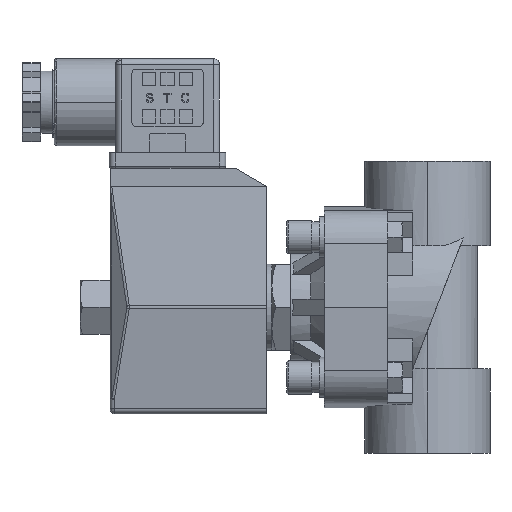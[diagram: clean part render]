
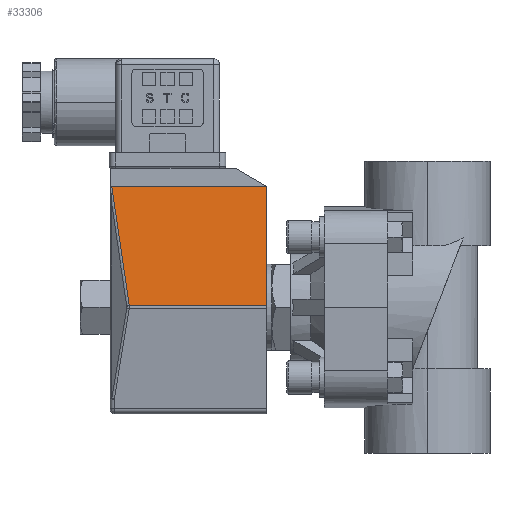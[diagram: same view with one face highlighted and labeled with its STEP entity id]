
A CAD part, left-side view. The second image highlights one B-rep face of the part: STEP entity #33306.
In plain terms, the highlighted planar face has unit normal (-0.992, 0, 0.123).
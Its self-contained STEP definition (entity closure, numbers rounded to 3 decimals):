
#799 = LINE ( 'NONE', #70343, #18213 ) ;
#943 = EDGE_CURVE ( 'NONE', #22597, #47353, #37079, .T. ) ;
#2520 = CARTESIAN_POINT ( 'NONE',  ( -19.212, 40.614, 30.588 ) ) ;
#11425 = ORIENTED_EDGE ( 'NONE', *, *, #19212, .T. ) ;
#12086 = DIRECTION ( 'NONE',  ( 0., 1., 0. ) ) ;
#16622 = VERTEX_POINT ( 'NONE', #61204 ) ;
#17960 = CARTESIAN_POINT ( 'NONE',  ( -22.992, 80.27, 0.006 ) ) ;
#18213 = VECTOR ( 'NONE', #38166, 1000. ) ;
#19212 = EDGE_CURVE ( 'NONE', #22597, #16622, #68171, .T. ) ;
#22597 = VERTEX_POINT ( 'NONE', #2520 ) ;
#23644 = ORIENTED_EDGE ( 'NONE', *, *, #943, .F. ) ;
#24535 = DIRECTION ( 'NONE',  ( -0.123, 0., -0.992 ) ) ;
#25522 = AXIS2_PLACEMENT_3D ( 'NONE', #17960, #63438, #24535 ) ;
#30152 = DIRECTION ( 'NONE',  ( -0.123, 0., -0.992 ) ) ;
#30922 = VERTEX_POINT ( 'NONE', #69075 ) ;
#33306 = ADVANCED_FACE ( 'NONE', ( #49306 ), #69699, .T. ) ;
#35054 = VECTOR ( 'NONE', #30152, 1000. ) ;
#37079 = LINE ( 'NONE', #76152, #35054 ) ;
#38166 = DIRECTION ( 'NONE',  ( 0., -1., 0. ) ) ;
#41824 = EDGE_CURVE ( 'NONE', #16622, #30922, #59570, .T. ) ;
#42251 = VECTOR ( 'NONE', #75021, 1000. ) ;
#44439 = CARTESIAN_POINT ( 'NONE',  ( -19.212, 80.27, 30.588 ) ) ;
#47320 = CARTESIAN_POINT ( 'NONE',  ( -22.943, 40.614, 0.399 ) ) ;
#47353 = VERTEX_POINT ( 'NONE', #47320 ) ;
#49306 = FACE_OUTER_BOUND ( 'NONE', #54718, .T. ) ;
#54718 = EDGE_LOOP ( 'NONE', ( #55165, #64945, #23644, #11425 ) ) ;
#55165 = ORIENTED_EDGE ( 'NONE', *, *, #41824, .T. ) ;
#59570 = LINE ( 'NONE', #68449, #42251 ) ;
#61204 = CARTESIAN_POINT ( 'NONE',  ( -19.212, 79.897, 30.588 ) ) ;
#63438 = DIRECTION ( 'NONE',  ( -0.992, 0., 0.123 ) ) ;
#64945 = ORIENTED_EDGE ( 'NONE', *, *, #70221, .T. ) ;
#68171 = LINE ( 'NONE', #44439, #83460 ) ;
#68449 = CARTESIAN_POINT ( 'NONE',  ( -19.212, 79.897, 30.588 ) ) ;
#69075 = CARTESIAN_POINT ( 'NONE',  ( -22.943, 75.454, 0.399 ) ) ;
#69699 = PLANE ( 'NONE',  #25522 ) ;
#70221 = EDGE_CURVE ( 'NONE', #30922, #47353, #799, .T. ) ;
#70343 = CARTESIAN_POINT ( 'NONE',  ( -22.943, 80.27, 0.399 ) ) ;
#75021 = DIRECTION ( 'NONE',  ( -0.121, -0.145, -0.982 ) ) ;
#76152 = CARTESIAN_POINT ( 'NONE',  ( -19.212, 40.614, 30.588 ) ) ;
#83460 = VECTOR ( 'NONE', #12086, 1000. ) ;
